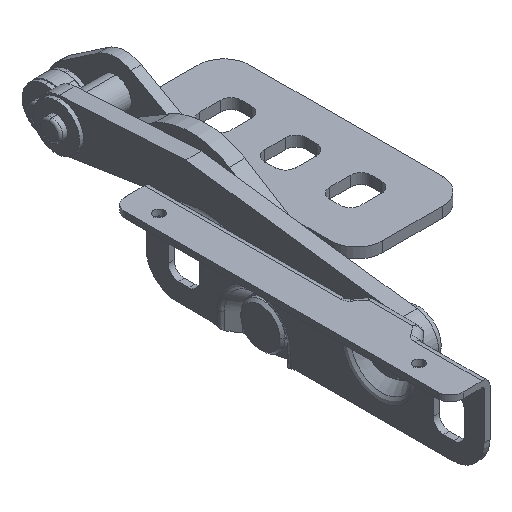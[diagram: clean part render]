
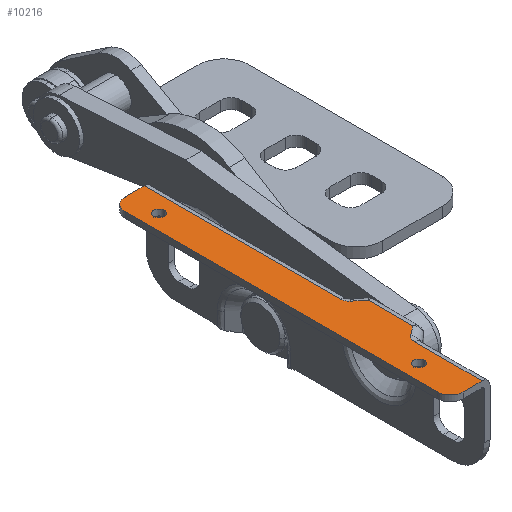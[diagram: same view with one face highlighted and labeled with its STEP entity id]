
A CAD part, isometric view. The second image highlights one B-rep face of the part: STEP entity #10216.
In plain terms, the highlighted face is planar.
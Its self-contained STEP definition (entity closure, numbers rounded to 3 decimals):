
#158 = CARTESIAN_POINT ( 'NONE',  ( -12.9, -14.24, -1.85 ) ) ;
#242 = B_SPLINE_CURVE_WITH_KNOTS ( 'NONE', 3,
 ( #8808, #6513, #5346, #4204 ),
 .UNSPECIFIED., .F., .F.,
 ( 4, 4 ),
 ( 0., 0.005 ),
 .UNSPECIFIED. ) ;
#262 = VECTOR ( 'NONE', #5808, 1000. ) ;
#349 = VERTEX_POINT ( 'NONE', #1827 ) ;
#435 = EDGE_CURVE ( 'NONE', #7484, #6315, #242, .T. ) ;
#501 = CARTESIAN_POINT ( 'NONE',  ( -12.9, -40.3, -9.15 ) ) ;
#509 = CARTESIAN_POINT ( 'NONE',  ( -12.9, 77.7, -8.15 ) ) ;
#556 = EDGE_CURVE ( 'NONE', #349, #9300, #8631, .T. ) ;
#774 = AXIS2_PLACEMENT_3D ( 'NONE', #509, #9439, #8297 ) ;
#853 = CARTESIAN_POINT ( 'NONE',  ( -12.9, -22.3, -8.15 ) ) ;
#1082 = DIRECTION ( 'NONE',  ( 1., 0., 0. ) ) ;
#1109 = VERTEX_POINT ( 'NONE', #10762 ) ;
#1189 = CIRCLE ( 'NONE', #6361, 5. ) ;
#1259 = ORIENTED_EDGE ( 'NONE', *, *, #7960, .T. ) ;
#1314 = LINE ( 'NONE', #158, #9590 ) ;
#1827 = CARTESIAN_POINT ( 'NONE',  ( -12.9, -14.24, -1.85 ) ) ;
#2083 = FACE_BOUND ( 'NONE', #9877, .T. ) ;
#2246 = CARTESIAN_POINT ( 'NONE',  ( -12.9, -14.24, 1.65 ) ) ;
#2339 = CARTESIAN_POINT ( 'NONE',  ( -12.9, 84.7, -14.15 ) ) ;
#2349 = CARTESIAN_POINT ( 'NONE',  ( -12.9, 14.24, -1.85 ) ) ;
#2372 = FACE_OUTER_BOUND ( 'NONE', #7841, .T. ) ;
#2479 = CARTESIAN_POINT ( 'NONE',  ( -12.9, 8.558, 3.15 ) ) ;
#2561 = AXIS2_PLACEMENT_3D ( 'NONE', #2246, #1082, #11179 ) ;
#2563 = CARTESIAN_POINT ( 'NONE',  ( -12.9, 89.7, -1.85 ) ) ;
#2938 = AXIS2_PLACEMENT_3D ( 'NONE', #5798, #4651, #3500 ) ;
#2974 = CIRCLE ( 'NONE', #774, 2. ) ;
#3166 = VECTOR ( 'NONE', #6666, 1000. ) ;
#3355 = DIRECTION ( 'NONE',  ( 0., 0., 1. ) ) ;
#3500 = DIRECTION ( 'NONE',  ( 0., 0., -1. ) ) ;
#3588 = EDGE_CURVE ( 'NONE', #5180, #7750, #6246, .T. ) ;
#3871 = DIRECTION ( 'NONE',  ( 0., 1., 0. ) ) ;
#3872 = CIRCLE ( 'NONE', #10917, 2. ) ;
#3917 = ORIENTED_EDGE ( 'NONE', *, *, #4553, .T. ) ;
#3954 = DIRECTION ( 'NONE',  ( 0., 1., 0. ) ) ;
#4055 = VERTEX_POINT ( 'NONE', #501 ) ;
#4201 = CARTESIAN_POINT ( 'NONE',  ( -12.9, -35.3, -14.15 ) ) ;
#4204 = CARTESIAN_POINT ( 'NONE',  ( -12.9, 11.507, -0.536 ) ) ;
#4282 = ORIENTED_EDGE ( 'NONE', *, *, #11132, .T. ) ;
#4496 = DIRECTION ( 'NONE',  ( -1., 0., 0. ) ) ;
#4553 = EDGE_CURVE ( 'NONE', #7012, #10039, #6161, .T. ) ;
#4609 = CARTESIAN_POINT ( 'NONE',  ( -12.9, -11.507, -0.536 ) ) ;
#4651 = DIRECTION ( 'NONE',  ( 1., 0., 0. ) ) ;
#4678 = CIRCLE ( 'NONE', #5840, 5. ) ;
#4705 = CARTESIAN_POINT ( 'NONE',  ( -12.9, -22.3, -6.15 ) ) ;
#4798 = ORIENTED_EDGE ( 'NONE', *, *, #7520, .F. ) ;
#4847 = VERTEX_POINT ( 'NONE', #6911 ) ;
#5011 = CARTESIAN_POINT ( 'NONE',  ( -12.9, 89.7, -1.85 ) ) ;
#5092 = CARTESIAN_POINT ( 'NONE',  ( -12.9, 89.7, -14.15 ) ) ;
#5118 = EDGE_CURVE ( 'NONE', #9889, #7484, #10231, .T. ) ;
#5180 = VERTEX_POINT ( 'NONE', #4201 ) ;
#5265 = CARTESIAN_POINT ( 'NONE',  ( -12.9, -8.558, 3.15 ) ) ;
#5297 = DIRECTION ( 'NONE',  ( 0., 0., -1. ) ) ;
#5346 = CARTESIAN_POINT ( 'NONE',  ( -12.9, 10.524, 0.692 ) ) ;
#5437 = CARTESIAN_POINT ( 'NONE',  ( -12.9, -22.3, -10.15 ) ) ;
#5467 = VECTOR ( 'NONE', #3871, 1000. ) ;
#5530 = CIRCLE ( 'NONE', #10420, 2. ) ;
#5648 = ORIENTED_EDGE ( 'NONE', *, *, #5118, .T. ) ;
#5656 = CARTESIAN_POINT ( 'NONE',  ( -12.9, 77.7, -8.15 ) ) ;
#5798 = CARTESIAN_POINT ( 'NONE',  ( -12.9, -40.3, 1.15 ) ) ;
#5808 = DIRECTION ( 'NONE',  ( 0., 0., -1. ) ) ;
#5840 = AXIS2_PLACEMENT_3D ( 'NONE', #9995, #8836, #7693 ) ;
#6088 = DIRECTION ( 'NONE',  ( 0., 0.625, 0.781 ) ) ;
#6161 = LINE ( 'NONE', #5011, #5467 ) ;
#6171 = DIRECTION ( 'NONE',  ( 0., 0., 1. ) ) ;
#6246 = LINE ( 'NONE', #5092, #9013 ) ;
#6315 = VERTEX_POINT ( 'NONE', #9582 ) ;
#6361 = AXIS2_PLACEMENT_3D ( 'NONE', #11200, #10047, #8894 ) ;
#6413 = AXIS2_PLACEMENT_3D ( 'NONE', #7617, #6464, #5297 ) ;
#6427 = EDGE_LOOP ( 'NONE', ( #10828, #8953 ) ) ;
#6464 = DIRECTION ( 'NONE',  ( 1., 0., 0. ) ) ;
#6513 = CARTESIAN_POINT ( 'NONE',  ( -12.9, 9.541, 1.921 ) ) ;
#6666 = DIRECTION ( 'NONE',  ( 0., 0., -1. ) ) ;
#6751 = ORIENTED_EDGE ( 'NONE', *, *, #7171, .T. ) ;
#6804 = EDGE_CURVE ( 'NONE', #8738, #7750, #1189, .T. ) ;
#6911 = CARTESIAN_POINT ( 'NONE',  ( -12.9, 77.7, -10.15 ) ) ;
#6961 = PLANE ( 'NONE',  #2938 ) ;
#6966 = EDGE_CURVE ( 'NONE', #7314, #10744, #5530, .T. ) ;
#6971 = CARTESIAN_POINT ( 'NONE',  ( -12.9, -40.3, 1.15 ) ) ;
#7012 = VERTEX_POINT ( 'NONE', #2349 ) ;
#7171 = EDGE_CURVE ( 'NONE', #5180, #4055, #4678, .T. ) ;
#7259 = CARTESIAN_POINT ( 'NONE',  ( -12.9, -8.348, 3.413 ) ) ;
#7314 = VERTEX_POINT ( 'NONE', #5437 ) ;
#7344 = DIRECTION ( 'NONE',  ( -1., 0., 0. ) ) ;
#7375 = VECTOR ( 'NONE', #7921, 1000. ) ;
#7484 = VERTEX_POINT ( 'NONE', #2479 ) ;
#7520 = EDGE_CURVE ( 'NONE', #1109, #4847, #10765, .T. ) ;
#7578 = EDGE_CURVE ( 'NONE', #4847, #1109, #2974, .T. ) ;
#7607 = ORIENTED_EDGE ( 'NONE', *, *, #7578, .F. ) ;
#7617 = CARTESIAN_POINT ( 'NONE',  ( -12.9, 14.24, 1.65 ) ) ;
#7658 = VECTOR ( 'NONE', #6088, 1000. ) ;
#7693 = DIRECTION ( 'NONE',  ( 0., 0., -1. ) ) ;
#7750 = VERTEX_POINT ( 'NONE', #2339 ) ;
#7810 = CARTESIAN_POINT ( 'NONE',  ( -12.9, 89.7, 1.15 ) ) ;
#7832 = ORIENTED_EDGE ( 'NONE', *, *, #556, .T. ) ;
#7841 = EDGE_LOOP ( 'NONE', ( #11213, #10263, #7832, #10305, #5648, #8398, #1259, #3917, #4282, #8107, #11031, #6751 ) ) ;
#7921 = DIRECTION ( 'NONE',  ( 0., 1., 0. ) ) ;
#7960 = EDGE_CURVE ( 'NONE', #6315, #7012, #8173, .T. ) ;
#8045 = EDGE_CURVE ( 'NONE', #9485, #349, #1314, .T. ) ;
#8107 = ORIENTED_EDGE ( 'NONE', *, *, #6804, .T. ) ;
#8122 = LINE ( 'NONE', #6971, #262 ) ;
#8173 = CIRCLE ( 'NONE', #6413, 3.5 ) ;
#8297 = DIRECTION ( 'NONE',  ( 0., 0., 1. ) ) ;
#8398 = ORIENTED_EDGE ( 'NONE', *, *, #435, .T. ) ;
#8401 = LINE ( 'NONE', #7259, #7658 ) ;
#8483 = CARTESIAN_POINT ( 'NONE',  ( -12.9, -22.3, -8.15 ) ) ;
#8631 = CIRCLE ( 'NONE', #2561, 3.5 ) ;
#8675 = EDGE_CURVE ( 'NONE', #10744, #7314, #3872, .T. ) ;
#8738 = VERTEX_POINT ( 'NONE', #9096 ) ;
#8808 = CARTESIAN_POINT ( 'NONE',  ( -12.9, 8.558, 3.15 ) ) ;
#8836 = DIRECTION ( 'NONE',  ( -1., 0., 0. ) ) ;
#8894 = DIRECTION ( 'NONE',  ( 0., 0., -1. ) ) ;
#8953 = ORIENTED_EDGE ( 'NONE', *, *, #6966, .F. ) ;
#8967 = LINE ( 'NONE', #7810, #3166 ) ;
#9013 = VECTOR ( 'NONE', #3954, 1000. ) ;
#9075 = CARTESIAN_POINT ( 'NONE',  ( -12.9, -40.3, 3.15 ) ) ;
#9096 = CARTESIAN_POINT ( 'NONE',  ( -12.9, 89.7, -9.15 ) ) ;
#9248 = FACE_BOUND ( 'NONE', #6427, .T. ) ;
#9300 = VERTEX_POINT ( 'NONE', #4609 ) ;
#9357 = EDGE_CURVE ( 'NONE', #9300, #9889, #8401, .T. ) ;
#9439 = DIRECTION ( 'NONE',  ( -1., 0., 0. ) ) ;
#9485 = VERTEX_POINT ( 'NONE', #9891 ) ;
#9582 = CARTESIAN_POINT ( 'NONE',  ( -12.9, 11.507, -0.536 ) ) ;
#9590 = VECTOR ( 'NONE', #10253, 1000. ) ;
#9793 = DIRECTION ( 'NONE',  ( 0., 0., 1. ) ) ;
#9842 = EDGE_CURVE ( 'NONE', #9485, #4055, #8122, .T. ) ;
#9877 = EDGE_LOOP ( 'NONE', ( #4798, #7607 ) ) ;
#9889 = VERTEX_POINT ( 'NONE', #5265 ) ;
#9891 = CARTESIAN_POINT ( 'NONE',  ( -12.9, -40.3, -1.85 ) ) ;
#9995 = CARTESIAN_POINT ( 'NONE',  ( -12.9, -35.3, -9.15 ) ) ;
#10039 = VERTEX_POINT ( 'NONE', #2563 ) ;
#10047 = DIRECTION ( 'NONE',  ( -1., 0., 0. ) ) ;
#10216 = ADVANCED_FACE ( 'NONE', ( #9248, #2083, #2372 ), #6961, .F. ) ;
#10231 = LINE ( 'NONE', #9075, #7375 ) ;
#10253 = DIRECTION ( 'NONE',  ( 0., 1., 0. ) ) ;
#10263 = ORIENTED_EDGE ( 'NONE', *, *, #8045, .T. ) ;
#10305 = ORIENTED_EDGE ( 'NONE', *, *, #9357, .T. ) ;
#10420 = AXIS2_PLACEMENT_3D ( 'NONE', #853, #10951, #9793 ) ;
#10744 = VERTEX_POINT ( 'NONE', #4705 ) ;
#10762 = CARTESIAN_POINT ( 'NONE',  ( -12.9, 77.7, -6.15 ) ) ;
#10765 = CIRCLE ( 'NONE', #10867, 2. ) ;
#10828 = ORIENTED_EDGE ( 'NONE', *, *, #8675, .F. ) ;
#10867 = AXIS2_PLACEMENT_3D ( 'NONE', #5656, #4496, #3355 ) ;
#10917 = AXIS2_PLACEMENT_3D ( 'NONE', #8483, #7344, #6171 ) ;
#10951 = DIRECTION ( 'NONE',  ( -1., 0., 0. ) ) ;
#11031 = ORIENTED_EDGE ( 'NONE', *, *, #3588, .F. ) ;
#11132 = EDGE_CURVE ( 'NONE', #10039, #8738, #8967, .T. ) ;
#11179 = DIRECTION ( 'NONE',  ( 0., 0., -1. ) ) ;
#11200 = CARTESIAN_POINT ( 'NONE',  ( -12.9, 84.7, -9.15 ) ) ;
#11213 = ORIENTED_EDGE ( 'NONE', *, *, #9842, .F. ) ;
